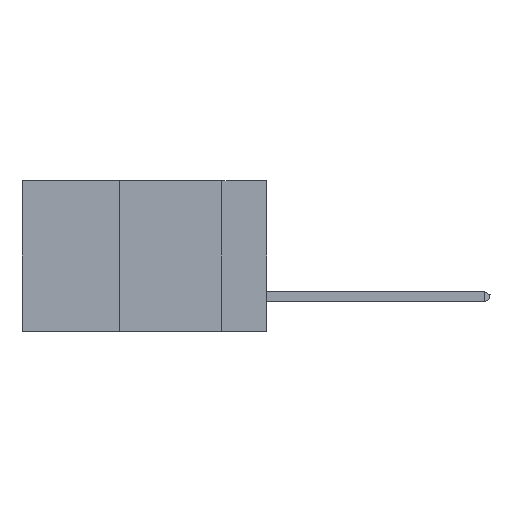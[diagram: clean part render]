
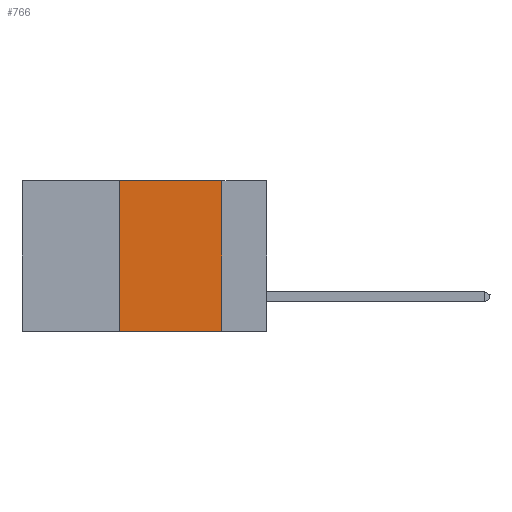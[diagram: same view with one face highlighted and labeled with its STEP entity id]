
A CAD part, left-side view. The second image highlights one B-rep face of the part: STEP entity #766.
In plain terms, the highlighted planar face has unit normal (-1, 0, 0).
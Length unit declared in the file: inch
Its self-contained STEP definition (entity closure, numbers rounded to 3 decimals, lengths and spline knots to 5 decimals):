
#456 = DIRECTION ( 'NONE',  ( 0., 0., 1. ) ) ;
#766 = ADVANCED_FACE ( 'NONE', ( #39062 ), #38433, .F. ) ;
#1063 = CARTESIAN_POINT ( 'NONE',  ( 0., 0.36, -0.37 ) ) ;
#1692 = VERTEX_POINT ( 'NONE', #35952 ) ;
#3613 = CARTESIAN_POINT ( 'NONE',  ( 0., 0.6, -0.37 ) ) ;
#4009 = VERTEX_POINT ( 'NONE', #1063 ) ;
#4626 = DIRECTION ( 'NONE',  ( 0., -1., 0. ) ) ;
#5027 = VECTOR ( 'NONE', #456, 39.37008 ) ;
#5658 = VERTEX_POINT ( 'NONE', #8809 ) ;
#7218 = ORIENTED_EDGE ( 'NONE', *, *, #22738, .F. ) ;
#8809 = CARTESIAN_POINT ( 'NONE',  ( 0., 0.11, 0. ) ) ;
#9057 = ORIENTED_EDGE ( 'NONE', *, *, #20762, .F. ) ;
#9163 = EDGE_CURVE ( 'NONE', #5658, #37393, #9897, .T. ) ;
#9897 = LINE ( 'NONE', #23065, #13213 ) ;
#10535 = LINE ( 'NONE', #3613, #17842 ) ;
#13213 = VECTOR ( 'NONE', #36240, 39.37008 ) ;
#14587 = LINE ( 'NONE', #21501, #42238 ) ;
#17842 = VECTOR ( 'NONE', #36876, 39.37008 ) ;
#19629 = CARTESIAN_POINT ( 'NONE',  ( 0., 0.6, 0. ) ) ;
#20762 = EDGE_CURVE ( 'NONE', #1692, #5658, #14587, .T. ) ;
#21501 = CARTESIAN_POINT ( 'NONE',  ( 0., 0.6, 0. ) ) ;
#22249 = DIRECTION ( 'NONE',  ( 1., 0., 0. ) ) ;
#22738 = EDGE_CURVE ( 'NONE', #4009, #1692, #36310, .T. ) ;
#23065 = CARTESIAN_POINT ( 'NONE',  ( 0., 0.11, 0. ) ) ;
#32065 = CARTESIAN_POINT ( 'NONE',  ( 0., 0.11, -0.37 ) ) ;
#32926 = EDGE_CURVE ( 'NONE', #4009, #37393, #10535, .T. ) ;
#33081 = CARTESIAN_POINT ( 'NONE',  ( 0., 0.36, 0. ) ) ;
#35422 = DIRECTION ( 'NONE',  ( 0., 0., -1. ) ) ;
#35681 = AXIS2_PLACEMENT_3D ( 'NONE', #19629, #22249, #35422 ) ;
#35952 = CARTESIAN_POINT ( 'NONE',  ( 0., 0.36, 0. ) ) ;
#36240 = DIRECTION ( 'NONE',  ( 0., 0., -1. ) ) ;
#36277 = ORIENTED_EDGE ( 'NONE', *, *, #32926, .T. ) ;
#36310 = LINE ( 'NONE', #33081, #5027 ) ;
#36876 = DIRECTION ( 'NONE',  ( 0., -1., 0. ) ) ;
#37393 = VERTEX_POINT ( 'NONE', #32065 ) ;
#37722 = ORIENTED_EDGE ( 'NONE', *, *, #9163, .F. ) ;
#38415 = EDGE_LOOP ( 'NONE', ( #37722, #9057, #7218, #36277 ) ) ;
#38433 = PLANE ( 'NONE',  #35681 ) ;
#39062 = FACE_OUTER_BOUND ( 'NONE', #38415, .T. ) ;
#42238 = VECTOR ( 'NONE', #4626, 39.37008 ) ;
